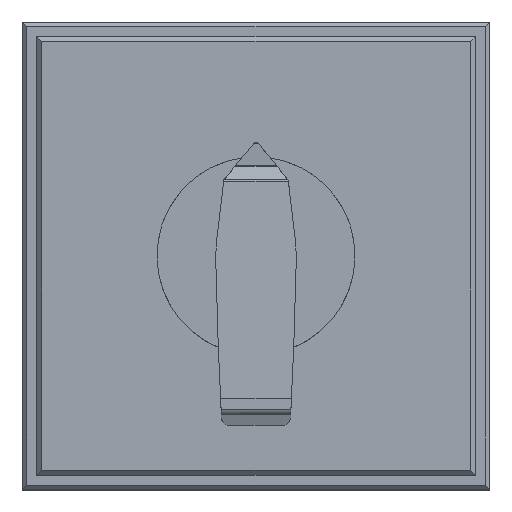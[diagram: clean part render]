
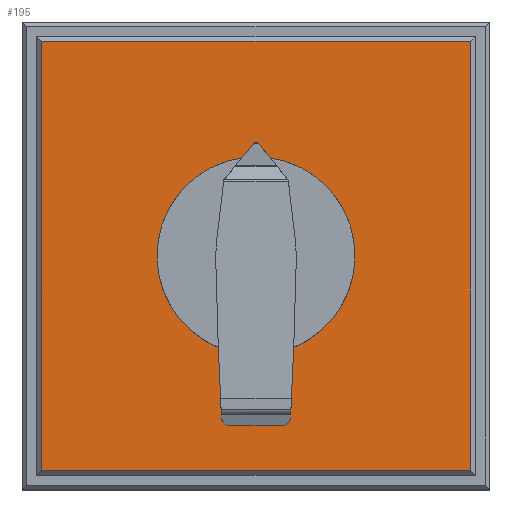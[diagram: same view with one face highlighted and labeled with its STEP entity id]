
A CAD part, top view. The second image highlights one B-rep face of the part: STEP entity #195.
In plain terms, the highlighted planar face has unit normal (0, 0, 1).
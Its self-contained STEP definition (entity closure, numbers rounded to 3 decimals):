
#132=CARTESIAN_POINT('',(-29.792,-29.792,50.62));
#133=VERTEX_POINT('',#132);
#140=CARTESIAN_POINT('',(-29.792,29.792,50.62));
#141=VERTEX_POINT('',#140);
#142=CARTESIAN_POINT('',(-29.792,-29.792,50.62));
#143=DIRECTION('',(0.0,1.0,0.0));
#144=VECTOR('',#143,59.583);
#145=LINE('',#142,#144);
#146=EDGE_CURVE('',#133,#141,#145,.T.);
#165=CARTESIAN_POINT('',(0.0,0.,50.62));
#166=DIRECTION('',(0.0,0.0,1.0));
#167=DIRECTION('',(1.0,0.0,0.0));
#168=AXIS2_PLACEMENT_3D('',#165,#166,#167);
#169=PLANE('',#168);
#170=ORIENTED_EDGE('',*,*,#146,.F.);
#171=CARTESIAN_POINT('',(29.792,-29.792,50.62));
#172=VERTEX_POINT('',#171);
#173=CARTESIAN_POINT('',(29.792,-29.792,50.62));
#174=DIRECTION('',(-1.0,0.0,0.0));
#175=VECTOR('',#174,59.583);
#176=LINE('',#173,#175);
#177=EDGE_CURVE('',#172,#133,#176,.T.);
#178=ORIENTED_EDGE('',*,*,#177,.F.);
#179=CARTESIAN_POINT('',(29.792,29.792,50.62));
#180=VERTEX_POINT('',#179);
#181=CARTESIAN_POINT('',(29.792,29.792,50.62));
#182=DIRECTION('',(0.0,-1.0,0.0));
#183=VECTOR('',#182,59.583);
#184=LINE('',#181,#183);
#185=EDGE_CURVE('',#180,#172,#184,.T.);
#186=ORIENTED_EDGE('',*,*,#185,.F.);
#187=CARTESIAN_POINT('',(-29.792,29.792,50.62));
#188=DIRECTION('',(1.0,0.0,0.0));
#189=VECTOR('',#188,59.583);
#190=LINE('',#187,#189);
#191=EDGE_CURVE('',#141,#180,#190,.T.);
#192=ORIENTED_EDGE('',*,*,#191,.F.);
#193=EDGE_LOOP('',(#170,#178,#186,#192));
#194=FACE_OUTER_BOUND('',#193,.T.);
#195=ADVANCED_FACE('',(#194),#169,.T.);
